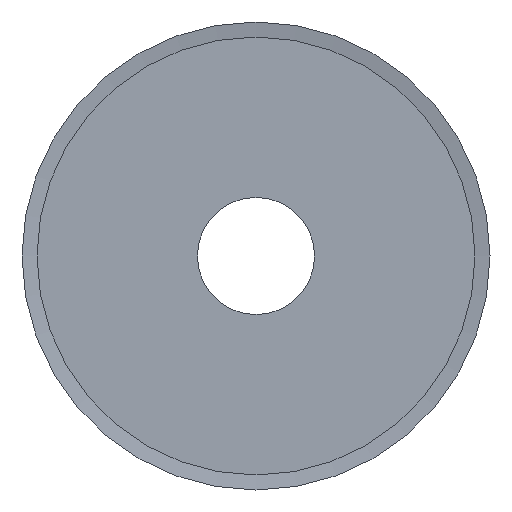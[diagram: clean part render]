
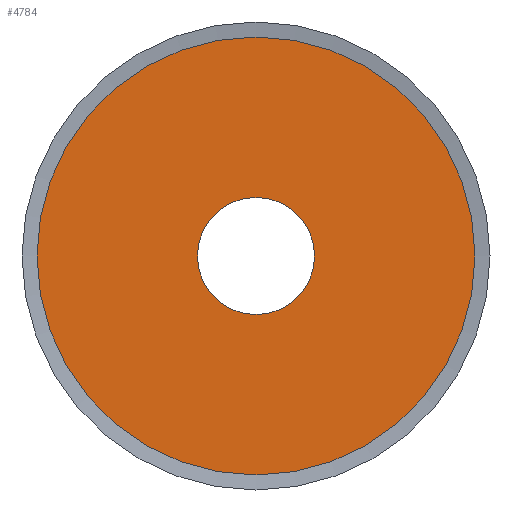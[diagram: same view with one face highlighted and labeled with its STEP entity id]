
A CAD part, left-side view. The second image highlights one B-rep face of the part: STEP entity #4784.
In plain terms, the highlighted planar face has unit normal (-1, 0, 0).
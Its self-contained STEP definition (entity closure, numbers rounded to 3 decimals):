
#15=FACE_BOUND('',#845,.T.);
#78=PLANE('',#5182);
#327=CIRCLE('',#5183,14.973);
#328=CIRCLE('',#5184,14.973);
#329=CIRCLE('',#5185,4.);
#330=CIRCLE('',#5186,4.);
#592=FACE_OUTER_BOUND('',#844,.T.);
#844=EDGE_LOOP('',(#4304,#4305));
#845=EDGE_LOOP('',(#4306,#4307));
#2081=VERTEX_POINT('',#10111);
#2082=VERTEX_POINT('',#10112);
#2083=VERTEX_POINT('',#10115);
#2084=VERTEX_POINT('',#10116);
#2827=EDGE_CURVE('',#2081,#2082,#327,.T.);
#2828=EDGE_CURVE('',#2082,#2081,#328,.T.);
#2829=EDGE_CURVE('',#2083,#2084,#329,.T.);
#2830=EDGE_CURVE('',#2084,#2083,#330,.T.);
#4304=ORIENTED_EDGE('',*,*,#2827,.F.);
#4305=ORIENTED_EDGE('',*,*,#2828,.F.);
#4306=ORIENTED_EDGE('',*,*,#2829,.T.);
#4307=ORIENTED_EDGE('',*,*,#2830,.T.);
#4784=ADVANCED_FACE('',(#592,#15),#78,.T.);
#5182=AXIS2_PLACEMENT_3D('',#10110,#6190,#6191);
#5183=AXIS2_PLACEMENT_3D('',#10113,#6192,#6193);
#5184=AXIS2_PLACEMENT_3D('',#10114,#6194,#6195);
#5185=AXIS2_PLACEMENT_3D('',#10117,#6196,#6197);
#5186=AXIS2_PLACEMENT_3D('',#10118,#6198,#6199);
#6190=DIRECTION('center_axis',(-1.,0.,0.));
#6191=DIRECTION('ref_axis',(0.,0.,1.));
#6192=DIRECTION('center_axis',(1.,0.,0.));
#6193=DIRECTION('ref_axis',(0.,0.,-1.));
#6194=DIRECTION('center_axis',(1.,0.,0.));
#6195=DIRECTION('ref_axis',(0.,0.,-1.));
#6196=DIRECTION('center_axis',(1.,0.,0.));
#6197=DIRECTION('ref_axis',(0.,0.,-1.));
#6198=DIRECTION('center_axis',(1.,0.,0.));
#6199=DIRECTION('ref_axis',(0.,0.,-1.));
#10110=CARTESIAN_POINT('Origin',(0.,0.,14.973));
#10111=CARTESIAN_POINT('',(0.,0.,14.973));
#10112=CARTESIAN_POINT('',(0.,0.,-14.973));
#10113=CARTESIAN_POINT('Origin',(0.,0.,0.));
#10114=CARTESIAN_POINT('Origin',(0.,0.,0.));
#10115=CARTESIAN_POINT('',(0.,0.,4.));
#10116=CARTESIAN_POINT('',(0.,0.,-4.));
#10117=CARTESIAN_POINT('Origin',(0.,0.,0.));
#10118=CARTESIAN_POINT('Origin',(0.,0.,0.));
